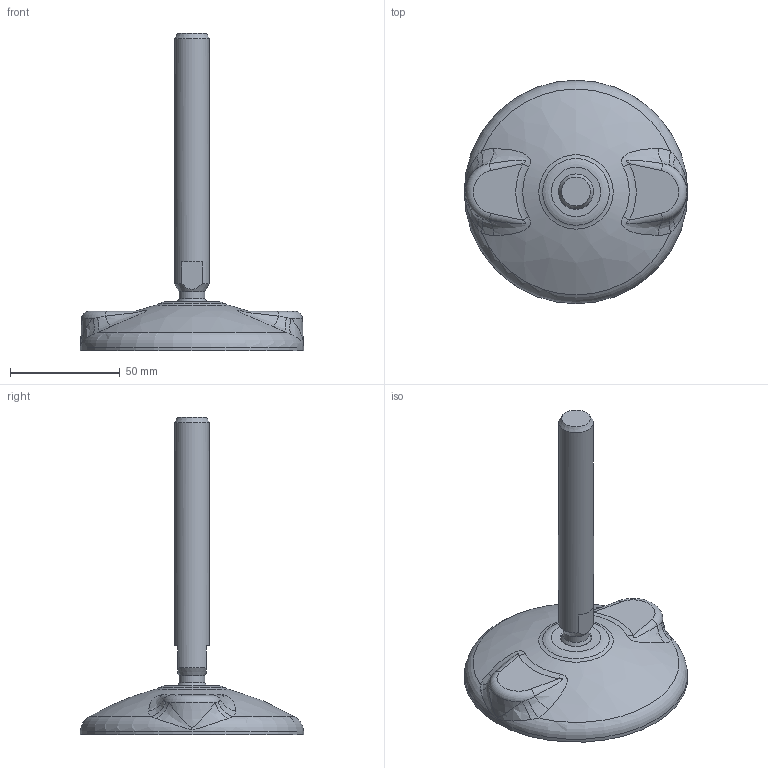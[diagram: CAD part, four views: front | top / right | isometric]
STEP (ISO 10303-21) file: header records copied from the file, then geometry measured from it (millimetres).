
FILE_DESCRIPTION(/* description */ ('PIEDE SNODATO D.102X145 M16 +ANTIVIBRANTE'),/* implementation_level */ '2;1');
FILE_NAME(/* name */ 'CPDSN0000014.stp',/* time_stamp */ '2022-11-22T14:49:37+01:00',/* author */ ('tecnico7'),/* organization */ (''),/* preprocessor_version */ 'ST-DEVELOPER v18.1',/* originating_system */ 'Autodesk Inventor 2022',/* authorisation */ '');
FILE_SCHEMA (('AUTOMOTIVE_DESIGN { 1 0 10303 214 3 1 1 }'));
Length unit declared in the file: millimetre
Products named in the file (1): CPDSN0000014
Bounding box: 102.01 x 102.01 x 145 mm (x, y, z)
Volume: 122050.5 mm3; surface area: 28577 mm2
Topology: 2 solids, 2 shells, 60 faces, 132 edges, 81 vertices
Faces by surface type: bspline 17, plane 15, cylinder 11, torus 8, cone 7, sphere 2
Full cylindrical faces by diameter (mm): 6.5 x2, 10.5 x2, 11.7 x1, 13.9 x1, 16 x1
Entity records: 5459 total; most frequent: CARTESIAN_POINT 4088, ORIENTED_EDGE 260, DIRECTION 258, EDGE_CURVE 130, AXIS2_PLACEMENT_3D 118, VERTEX_POINT 81, CIRCLE 74, EDGE_LOOP 67
